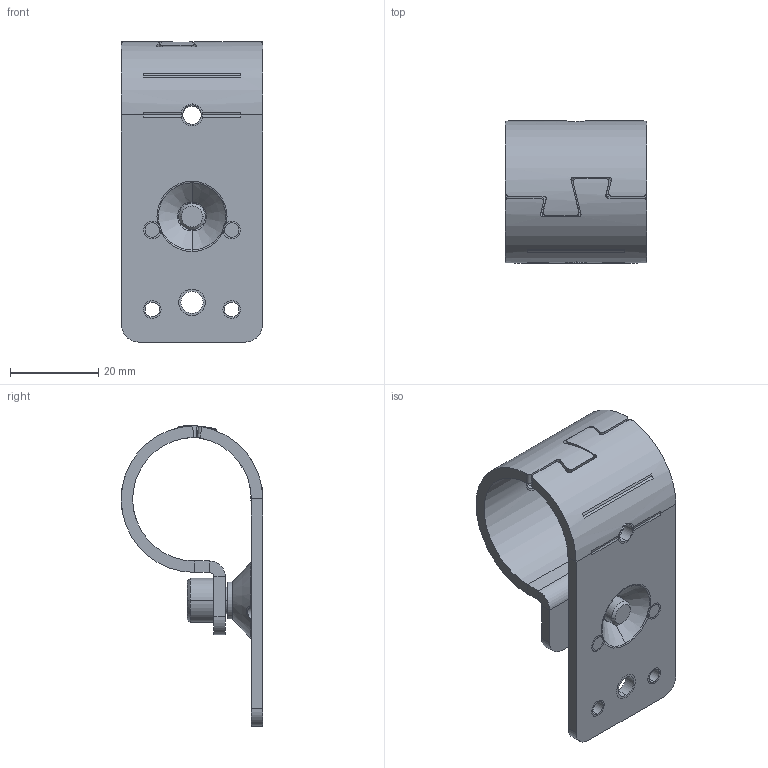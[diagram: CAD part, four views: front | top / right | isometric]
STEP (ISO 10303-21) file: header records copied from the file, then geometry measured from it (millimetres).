
FILE_DESCRIPTION((''),'2;1');
FILE_NAME('156764_ASM','2017-04-27T',('pdmadmin'),('BANNER ENGINEERING'),'CREO PARAMETRIC BY PTC INC, 2016260','CREO PARAMETRIC BY PTC INC, 2016260','');
FILE_SCHEMA(('CONFIG_CONTROL_DESIGN'));
Products named in the file (5): 183863; 183862; M6_X_10_HEX_SHCS; 187230_ASM; 156764_ASM
Assembly tree (4 placements, depth 3):
  156764_ASM
    187230_ASM
      183863
      183862
      M6_X_10_HEX_SHCS
Bounding box: 32 x 32.1 x 68.07 mm (x, y, z)
Volume: 12283.1 mm3; surface area: 11421.2 mm2
Topology: 4 solids, 13 shells, 168 faces, 456 edges, 298 vertices
Faces by surface type: plane 64, cylinder 54, bspline 32, torus 10, cone 8
Entity records: 6654 total; most frequent: CARTESIAN_POINT 2447, ORIENTED_EDGE 846, DIRECTION 806, EDGE_CURVE 456, AXIS2_PLACEMENT_3D 302, VERTEX_POINT 298, VECTOR 202, LINE 202
